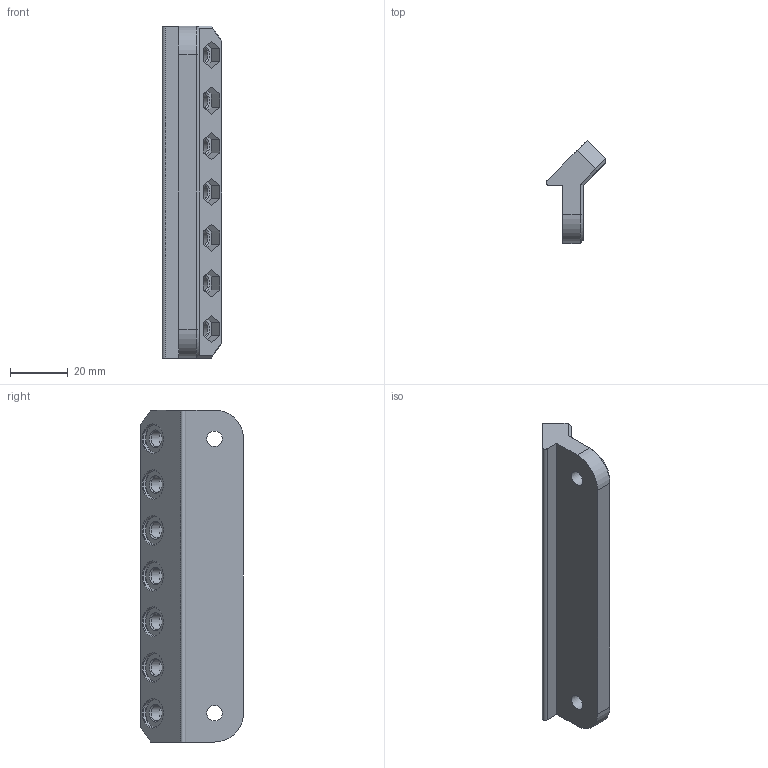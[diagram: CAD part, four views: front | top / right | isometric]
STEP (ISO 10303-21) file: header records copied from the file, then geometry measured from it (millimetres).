
FILE_DESCRIPTION(('FreeCAD Model'),'2;1');
FILE_NAME('Open CASCADE Shape Model','2025-11-16T21:58:57',(''),(''), 'Open CASCADE STEP processor 7.8','FreeCAD','Unknown');
FILE_SCHEMA(('AUTOMOTIVE_DESIGN { 1 0 10303 214 1 1 1 1 }'));
Length unit declared in the file: millimetre
Products named in the file (1): PorteOutils-M5
Bounding box: 20.58 x 35.63 x 115 mm (x, y, z)
Volume: 31285.9 mm3; surface area: 12549.9 mm2
Topology: 1 solids, 1 shells, 126 faces, 290 edges, 180 vertices
Faces by surface type: plane 75, cone 32, cylinder 19
Full cylindrical faces by diameter (mm): 5.4 x9, 10 x7
Entity records: 3561 total; most frequent: DIRECTION 614, CARTESIAN_POINT 597, ORIENTED_EDGE 580, EDGE_CURVE 290, LINE 220, VECTOR 220, AXIS2_PLACEMENT_3D 197, VERTEX_POINT 180
